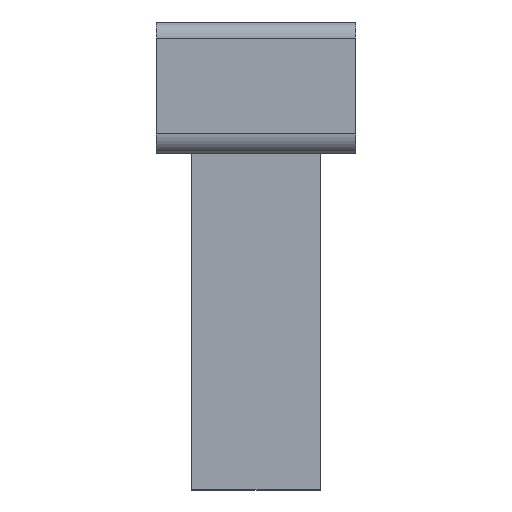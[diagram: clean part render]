
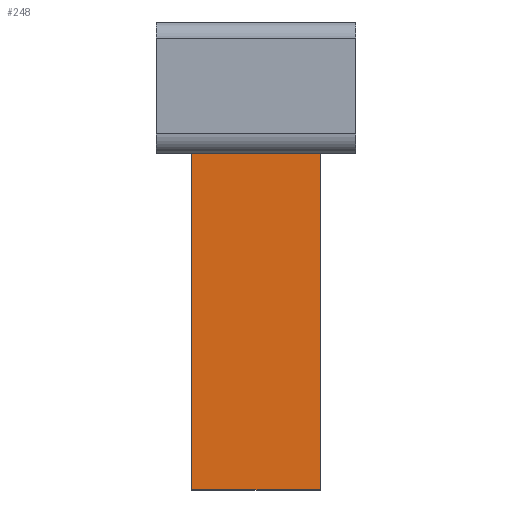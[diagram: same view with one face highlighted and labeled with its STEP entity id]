
A CAD part, front view. The second image highlights one B-rep face of the part: STEP entity #248.
In plain terms, the highlighted planar face has unit normal (0, -1, 0).
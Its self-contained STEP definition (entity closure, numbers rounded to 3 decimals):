
#240=AXIS2_PLACEMENT_3D('Plane Axis2P3D',#237,#238,#239) ;
#78=CARTESIAN_POINT('Line Origine',(4.113,8.8,4.868)) ;
#82=CARTESIAN_POINT('Vertex',(4.113,8.8,0.)) ;
#84=CARTESIAN_POINT('Vertex',(4.113,8.8,9.736)) ;
#109=CARTESIAN_POINT('Line Origine',(2.5,8.8,0.)) ;
#113=CARTESIAN_POINT('Vertex',(0.887,8.8,0.)) ;
#137=CARTESIAN_POINT('Vertex',(0.888,8.8,9.736)) ;
#140=CARTESIAN_POINT('Line Origine',(0.888,8.8,4.868)) ;
#191=CARTESIAN_POINT('Line Origine',(2.5,8.8,9.736)) ;
#237=CARTESIAN_POINT('Axis2P3D Location',(2.5,8.8,9.736)) ;
#79=DIRECTION('Vector Direction',(0.,0.,-1.)) ;
#110=DIRECTION('Vector Direction',(1.,0.,0.)) ;
#141=DIRECTION('Vector Direction',(0.,0.,-1.)) ;
#192=DIRECTION('Vector Direction',(1.,0.,0.)) ;
#238=DIRECTION('Axis2P3D Direction',(0.,-1.,0.)) ;
#239=DIRECTION('Axis2P3D XDirection',(0.,0.,-1.)) ;
#80=VECTOR('Line Direction',#79,1.) ;
#111=VECTOR('Line Direction',#110,1.) ;
#142=VECTOR('Line Direction',#141,1.) ;
#193=VECTOR('Line Direction',#192,1.) ;
#243=ORIENTED_EDGE('',*,*,#86,.T.) ;
#244=ORIENTED_EDGE('',*,*,#195,.F.) ;
#245=ORIENTED_EDGE('',*,*,#144,.F.) ;
#246=ORIENTED_EDGE('',*,*,#115,.T.) ;
#248=ADVANCED_FACE('S3D - gedreht',(#247),#241,.T.) ;
#86=EDGE_CURVE('',#83,#85,#81,.F.) ;
#115=EDGE_CURVE('',#114,#83,#112,.T.) ;
#144=EDGE_CURVE('',#114,#138,#143,.F.) ;
#195=EDGE_CURVE('',#138,#85,#194,.T.) ;
#242=EDGE_LOOP('',(#243,#244,#245,#246)) ;
#247=FACE_OUTER_BOUND('',#242,.T.) ;
#81=LINE('Line',#78,#80) ;
#112=LINE('Line',#109,#111) ;
#143=LINE('Line',#140,#142) ;
#194=LINE('Line',#191,#193) ;
#241=PLANE('',#240) ;
#83=VERTEX_POINT('',#82) ;
#85=VERTEX_POINT('',#84) ;
#114=VERTEX_POINT('',#113) ;
#138=VERTEX_POINT('',#137) ;
